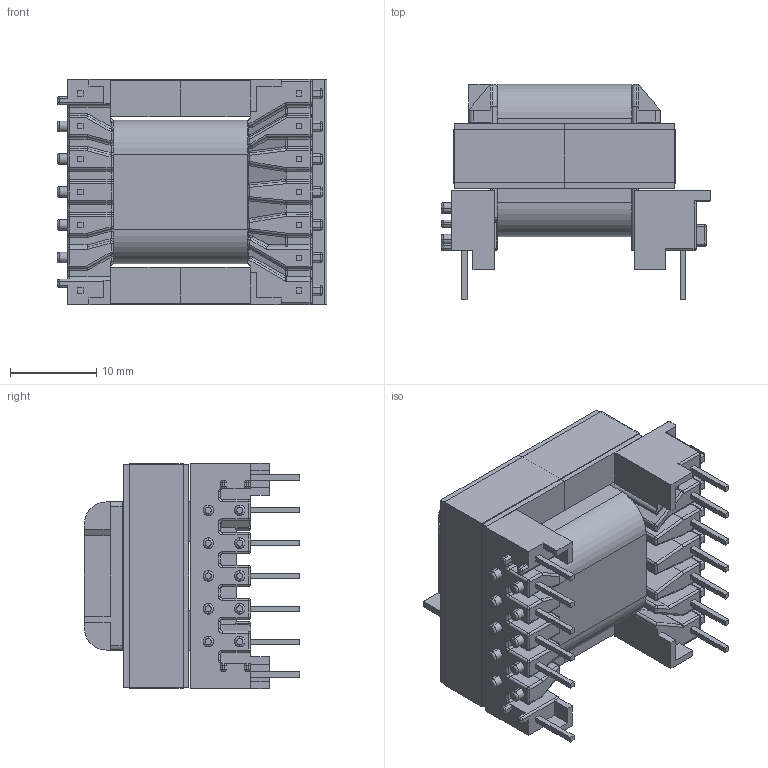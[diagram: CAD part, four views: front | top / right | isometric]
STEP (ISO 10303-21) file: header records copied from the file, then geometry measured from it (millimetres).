
FILE_DESCRIPTION (( 'STEP AP214' ), '1' );
FILE_NAME ('EE25-13-7_5989.STEP', '2021-08-10T14:03:47', ( '' ), ( '' ), 'SwSTEP 2.0', 'SolidWorks 2017', '' );
FILE_SCHEMA (( 'AUTOMOTIVE_DESIGN' ));
Length unit declared in the file: millimetre
Products named in the file (5): EE25-13-7_5989; 070-5644_6A; 440-9988-2108; 150-2108_6A; 070-5644_coil
Assembly tree (5 placements, depth 2):
  EE25-13-7_5989
    070-5644_6A
    070-5644_coil
    150-2108_6A  x2
    440-9988-2108
Bounding box: 31.29 x 24.98 x 26.12 mm (x, y, z)
Volume: 9530.8 mm3; surface area: 10224 mm2
Topology: 5 solids, 5 shells, 863 faces, 2093 edges, 1162 vertices
Faces by surface type: cylinder 330, plane 323, sphere 94, bspline 62, torus 54
Entity records: 25581 total; most frequent: CARTESIAN_POINT 5537, DIRECTION 4037, ORIENTED_EDGE 3898, EDGE_CURVE 1949, AXIS2_PLACEMENT_3D 1461, VERTEX_POINT 1138, VECTOR 1115, LINE 1115
